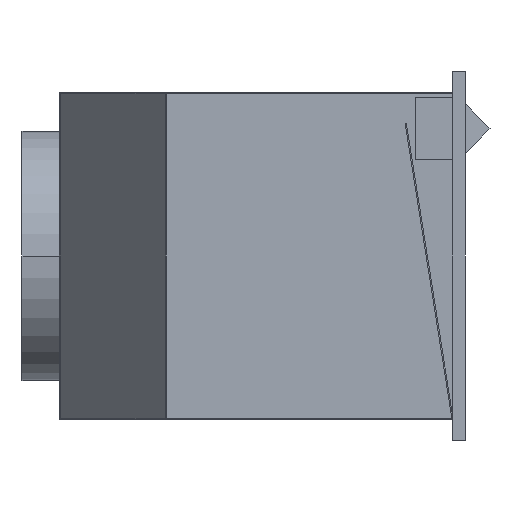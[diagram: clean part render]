
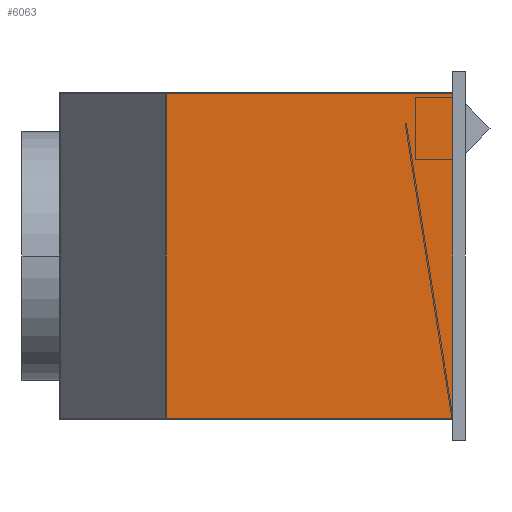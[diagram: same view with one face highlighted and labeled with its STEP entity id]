
A CAD part, left-side view. The second image highlights one B-rep face of the part: STEP entity #6063.
In plain terms, the highlighted planar face has unit normal (-1, 0, 0).
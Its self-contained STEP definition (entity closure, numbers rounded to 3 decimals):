
#33=DIRECTION('',(0.,0.,1.));
#34=VECTOR('',#33,262.);
#35=CARTESIAN_POINT('',(-432.5,10.,-131.));
#36=LINE('',#35,#34);
#2049=DIRECTION('',(0.,1.,0.));
#2050=VECTOR('',#2049,230.);
#2051=CARTESIAN_POINT('',(-432.5,10.,131.));
#2052=LINE('',#2051,#2050);
#2069=DIRECTION('',(0.,-1.,0.));
#2070=VECTOR('',#2069,230.);
#2071=CARTESIAN_POINT('',(-432.5,240.,-131.));
#2072=LINE('',#2071,#2070);
#2073=DIRECTION('',(0.,0.,-1.));
#2074=VECTOR('',#2073,262.);
#2075=CARTESIAN_POINT('',(-432.5,240.,131.));
#2076=LINE('',#2075,#2074);
#2243=CARTESIAN_POINT('',(-432.5,240.,131.));
#2244=VERTEX_POINT('',#2243);
#2251=CARTESIAN_POINT('',(-432.5,240.,-131.));
#2252=VERTEX_POINT('',#2251);
#2281=CARTESIAN_POINT('',(-432.5,10.,131.));
#2283=VERTEX_POINT('',#2281);
#2285=CARTESIAN_POINT('',(-432.5,10.,-131.));
#2287=VERTEX_POINT('',#2285);
#6050=CARTESIAN_POINT('',(-432.5,240.,131.));
#6051=DIRECTION('',(-1.,0.,0.));
#6052=DIRECTION('',(0.,-1.,0.));
#6053=AXIS2_PLACEMENT_3D('',#6050,#6051,#6052);
#6054=PLANE('',#6053);
#6055=ORIENTED_EDGE('',*,*,#2952,.F.);
#6057=ORIENTED_EDGE('',*,*,#6056,.F.);
#6059=ORIENTED_EDGE('',*,*,#6058,.F.);
#6060=ORIENTED_EDGE('',*,*,#6037,.F.);
#6061=EDGE_LOOP('',(#6055,#6057,#6059,#6060));
#6062=FACE_OUTER_BOUND('',#6061,.F.);
#6063=ADVANCED_FACE('',(#6062),#6054,.T.);
#2952=EDGE_CURVE('',#2287,#2283,#36,.T.);
#6037=EDGE_CURVE('',#2283,#2244,#2052,.T.);
#6056=EDGE_CURVE('',#2252,#2287,#2072,.T.);
#6058=EDGE_CURVE('',#2244,#2252,#2076,.T.);
